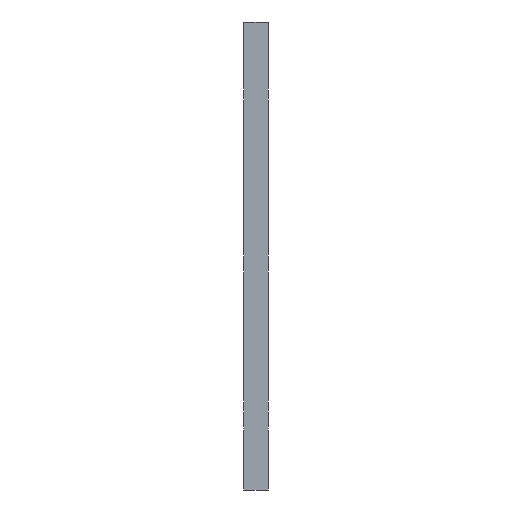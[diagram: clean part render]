
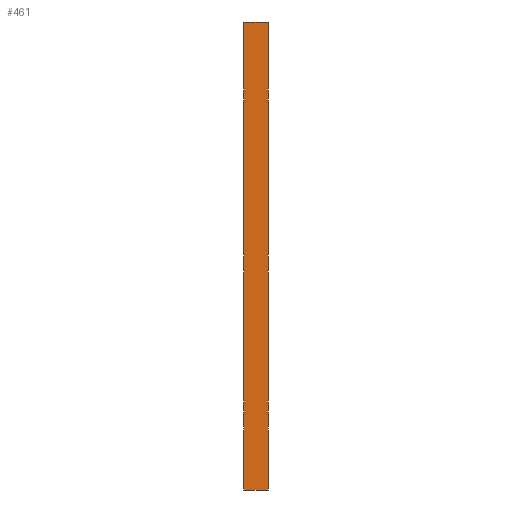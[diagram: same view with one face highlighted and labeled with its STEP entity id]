
A CAD part, front view. The second image highlights one B-rep face of the part: STEP entity #461.
In plain terms, the highlighted planar face has unit normal (0, -1, 0).
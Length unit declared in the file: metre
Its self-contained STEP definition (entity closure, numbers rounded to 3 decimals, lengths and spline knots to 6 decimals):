
#461 = ADVANCED_FACE( 'NONE', ( #1068 ), #1069, .T. );
#1068 = FACE_OUTER_BOUND( '', #2019, .T. );
#1069 = PLANE( '', #2020 );
#2019 = EDGE_LOOP( '', ( #3416, #3417, #3418, #3419 ) );
#2020 = AXIS2_PLACEMENT_3D( '', #3420, #3421, #3422 );
#3416 = ORIENTED_EDGE( '', *, *, #5341, .F. );
#3417 = ORIENTED_EDGE( '', *, *, #5342, .F. );
#3418 = ORIENTED_EDGE( '', *, *, #5343, .F. );
#3419 = ORIENTED_EDGE( '', *, *, #5187, .F. );
#3420 = CARTESIAN_POINT( '', ( 0., 0., 0. ) );
#3421 = DIRECTION( '', ( 0., -1., 0. ) );
#3422 = DIRECTION( '', ( 0., 0., -1. ) );
#5187 = EDGE_CURVE( 'NONE', #6282, #6283, #6284, .T. );
#5341 = EDGE_CURVE( 'NONE', #6526, #6282, #6527, .T. );
#5342 = EDGE_CURVE( 'NONE', #6528, #6526, #6529, .T. );
#5343 = EDGE_CURVE( 'NONE', #6283, #6528, #6530, .T. );
#6282 = VERTEX_POINT( 'NONE', #7797 );
#6283 = VERTEX_POINT( 'NONE', #7798 );
#6284 = LINE( '', #7799, #7800 );
#6526 = VERTEX_POINT( 'NONE', #8106 );
#6527 = LINE( '', #8107, #8108 );
#6528 = VERTEX_POINT( 'NONE', #8109 );
#6529 = LINE( '', #8110, #8111 );
#6530 = LINE( '', #8112, #8113 );
#7797 = CARTESIAN_POINT( '', ( -0.0215, 0., -0.0455 ) );
#7798 = CARTESIAN_POINT( '', ( -0.024, 0., -0.0455 ) );
#7799 = CARTESIAN_POINT( '', ( -0.0215, 0., -0.0455 ) );
#7800 = VECTOR( '', #9258, 1. );
#8106 = CARTESIAN_POINT( '', ( -0.0215, 0., 0.0025 ) );
#8107 = CARTESIAN_POINT( '', ( -0.0215, 0., 0. ) );
#8108 = VECTOR( '', #9473, 1. );
#8109 = CARTESIAN_POINT( '', ( -0.024, 0., 0.0025 ) );
#8110 = CARTESIAN_POINT( '', ( 0.024, 0., 0.0025 ) );
#8111 = VECTOR( '', #9474, 1. );
#8112 = CARTESIAN_POINT( '', ( -0.024, 0., -0.0455 ) );
#8113 = VECTOR( '', #9475, 1. );
#9258 = DIRECTION( '', ( -1., 0., 0. ) );
#9473 = DIRECTION( '', ( 0., 0., -1. ) );
#9474 = DIRECTION( '', ( 1., 0., 0. ) );
#9475 = DIRECTION( '', ( 0., 0., 1. ) );
